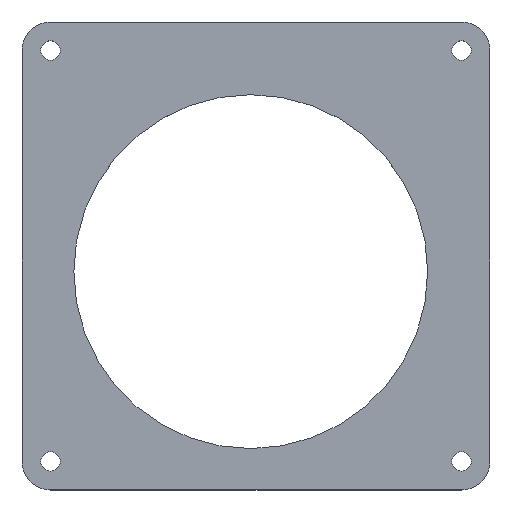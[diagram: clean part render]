
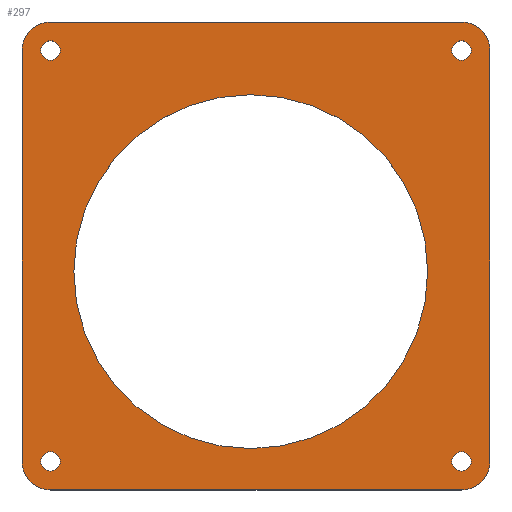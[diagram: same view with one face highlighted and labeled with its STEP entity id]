
A CAD part, top view. The second image highlights one B-rep face of the part: STEP entity #297.
In plain terms, the highlighted planar face has unit normal (0, 0, 1).
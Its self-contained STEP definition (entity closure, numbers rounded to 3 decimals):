
#20=FACE_BOUND('',#66,.T.);
#21=FACE_BOUND('',#67,.T.);
#22=FACE_BOUND('',#68,.T.);
#23=FACE_BOUND('',#69,.T.);
#24=FACE_BOUND('',#70,.T.);
#30=PLANE('',#332);
#45=FACE_OUTER_BOUND('',#65,.T.);
#65=EDGE_LOOP('',(#261,#262,#263,#264,#265,#266,#267,#268));
#66=EDGE_LOOP('',(#269));
#67=EDGE_LOOP('',(#270));
#68=EDGE_LOOP('',(#271));
#69=EDGE_LOOP('',(#272));
#70=EDGE_LOOP('',(#273));
#75=LINE('',#437,#96);
#81=LINE('',#467,#102);
#84=LINE('',#475,#105);
#91=LINE('',#501,#112);
#96=VECTOR('',#347,10.);
#102=VECTOR('',#377,10.);
#105=VECTOR('',#386,10.);
#112=VECTOR('',#419,10.);
#113=CIRCLE('',#301,5.);
#123=CIRCLE('',#314,5.);
#124=CIRCLE('',#317,5.);
#125=CIRCLE('',#320,5.);
#126=CIRCLE('',#322,31.);
#127=CIRCLE('',#324,1.7);
#128=CIRCLE('',#326,1.7);
#129=CIRCLE('',#328,1.7);
#130=CIRCLE('',#330,1.7);
#131=VERTEX_POINT('',#424);
#132=VERTEX_POINT('',#425);
#136=VERTEX_POINT('',#435);
#147=VERTEX_POINT('',#461);
#148=VERTEX_POINT('',#465);
#149=VERTEX_POINT('',#469);
#150=VERTEX_POINT('',#473);
#151=VERTEX_POINT('',#477);
#152=VERTEX_POINT('',#481);
#153=VERTEX_POINT('',#485);
#154=VERTEX_POINT('',#489);
#155=VERTEX_POINT('',#493);
#156=VERTEX_POINT('',#497);
#157=EDGE_CURVE('',#131,#132,#113,.T.);
#163=EDGE_CURVE('',#131,#136,#75,.T.);
#175=EDGE_CURVE('',#147,#136,#123,.T.);
#178=EDGE_CURVE('',#147,#148,#81,.T.);
#179=EDGE_CURVE('',#149,#148,#124,.T.);
#182=EDGE_CURVE('',#149,#150,#84,.T.);
#183=EDGE_CURVE('',#151,#150,#125,.T.);
#185=EDGE_CURVE('',#152,#152,#126,.T.);
#187=EDGE_CURVE('',#153,#153,#127,.T.);
#189=EDGE_CURVE('',#154,#154,#128,.T.);
#191=EDGE_CURVE('',#155,#155,#129,.T.);
#193=EDGE_CURVE('',#156,#156,#130,.T.);
#195=EDGE_CURVE('',#151,#132,#91,.T.);
#261=ORIENTED_EDGE('',*,*,#157,.F.);
#262=ORIENTED_EDGE('',*,*,#163,.T.);
#263=ORIENTED_EDGE('',*,*,#175,.F.);
#264=ORIENTED_EDGE('',*,*,#178,.T.);
#265=ORIENTED_EDGE('',*,*,#179,.F.);
#266=ORIENTED_EDGE('',*,*,#182,.T.);
#267=ORIENTED_EDGE('',*,*,#183,.F.);
#268=ORIENTED_EDGE('',*,*,#195,.T.);
#269=ORIENTED_EDGE('',*,*,#193,.T.);
#270=ORIENTED_EDGE('',*,*,#191,.T.);
#271=ORIENTED_EDGE('',*,*,#189,.T.);
#272=ORIENTED_EDGE('',*,*,#187,.T.);
#273=ORIENTED_EDGE('',*,*,#185,.T.);
#297=ADVANCED_FACE('',(#45,#20,#21,#22,#23,#24),#30,.T.);
#301=AXIS2_PLACEMENT_3D('',#426,#337,#338);
#314=AXIS2_PLACEMENT_3D('',#462,#371,#372);
#317=AXIS2_PLACEMENT_3D('',#470,#380,#381);
#320=AXIS2_PLACEMENT_3D('',#478,#389,#390);
#322=AXIS2_PLACEMENT_3D('',#482,#394,#395);
#324=AXIS2_PLACEMENT_3D('',#486,#399,#400);
#326=AXIS2_PLACEMENT_3D('',#490,#404,#405);
#328=AXIS2_PLACEMENT_3D('',#494,#409,#410);
#330=AXIS2_PLACEMENT_3D('',#498,#414,#415);
#332=AXIS2_PLACEMENT_3D('',#502,#420,#421);
#337=DIRECTION('center_axis',(0.,0.,-1.));
#338=DIRECTION('ref_axis',(0.707,0.707,0.));
#347=DIRECTION('',(-1.,0.,0.));
#371=DIRECTION('center_axis',(0.,0.,-1.));
#372=DIRECTION('ref_axis',(-0.707,0.707,0.));
#377=DIRECTION('',(0.,-1.,0.));
#380=DIRECTION('center_axis',(0.,0.,-1.));
#381=DIRECTION('ref_axis',(-0.707,-0.707,0.));
#386=DIRECTION('',(1.,0.,0.));
#389=DIRECTION('center_axis',(0.,0.,-1.));
#390=DIRECTION('ref_axis',(0.707,-0.707,0.));
#394=DIRECTION('center_axis',(0.,0.,-1.));
#395=DIRECTION('ref_axis',(1.,0.,0.));
#399=DIRECTION('center_axis',(0.,0.,-1.));
#400=DIRECTION('ref_axis',(1.,0.,0.));
#404=DIRECTION('center_axis',(0.,0.,-1.));
#405=DIRECTION('ref_axis',(1.,0.,0.));
#409=DIRECTION('center_axis',(0.,0.,-1.));
#410=DIRECTION('ref_axis',(1.,0.,0.));
#414=DIRECTION('center_axis',(0.,0.,-1.));
#415=DIRECTION('ref_axis',(1.,0.,0.));
#419=DIRECTION('',(0.,1.,0.));
#420=DIRECTION('center_axis',(0.,0.,1.));
#421=DIRECTION('ref_axis',(1.,0.,0.));
#424=CARTESIAN_POINT('',(19.898,38.041,2.));
#425=CARTESIAN_POINT('',(24.898,33.041,2.));
#426=CARTESIAN_POINT('Origin',(19.898,33.041,2.));
#435=CARTESIAN_POINT('',(-52.102,38.041,2.));
#437=CARTESIAN_POINT('',(-57.102,38.041,2.));
#461=CARTESIAN_POINT('',(-57.102,33.041,2.));
#462=CARTESIAN_POINT('Origin',(-52.102,33.041,2.));
#465=CARTESIAN_POINT('',(-57.102,-38.959,2.));
#467=CARTESIAN_POINT('',(-57.102,-43.959,2.));
#469=CARTESIAN_POINT('',(-52.102,-43.959,2.));
#470=CARTESIAN_POINT('Origin',(-52.102,-38.959,2.));
#473=CARTESIAN_POINT('',(19.898,-43.959,2.));
#475=CARTESIAN_POINT('',(24.898,-43.959,2.));
#477=CARTESIAN_POINT('',(24.898,-38.959,2.));
#478=CARTESIAN_POINT('Origin',(19.898,-38.959,2.));
#481=CARTESIAN_POINT('',(-48.023,-5.699,2.));
#482=CARTESIAN_POINT('Origin',(-17.023,-5.699,2.));
#485=CARTESIAN_POINT('',(18.198,33.041,2.));
#486=CARTESIAN_POINT('Origin',(19.898,33.041,2.));
#489=CARTESIAN_POINT('',(-53.802,33.041,2.));
#490=CARTESIAN_POINT('Origin',(-52.102,33.041,2.));
#493=CARTESIAN_POINT('',(-53.802,-38.959,2.));
#494=CARTESIAN_POINT('Origin',(-52.102,-38.959,2.));
#497=CARTESIAN_POINT('',(18.198,-38.959,2.));
#498=CARTESIAN_POINT('Origin',(19.898,-38.959,2.));
#501=CARTESIAN_POINT('',(24.898,38.041,2.));
#502=CARTESIAN_POINT('Origin',(-16.102,-2.959,2.));
